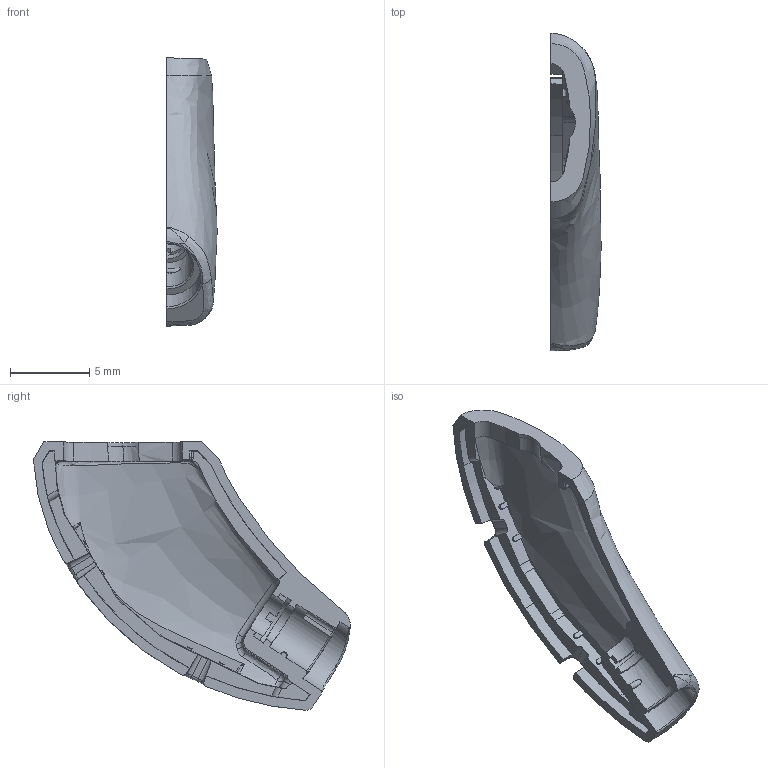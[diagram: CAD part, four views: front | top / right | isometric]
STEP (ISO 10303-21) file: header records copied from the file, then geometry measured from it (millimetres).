
FILE_DESCRIPTION (( 'STEP AP203' ), '1' );
FILE_NAME ('7146-01015_ENCLOSURE_RIGHT_Rev-A.STEP', '2019-07-16T13:07:43', ( '' ), ( '' ), 'SwSTEP 2.0', 'SolidWorks 2018', '' );
FILE_SCHEMA (( 'CONFIG_CONTROL_DESIGN' ));
Length unit declared in the file: millimetre
Products named in the file (1): 7146-01015_ENCLOSURE_RIGHT_Rev-A
Bounding box: 3.18 x 20.07 x 16.99 mm (x, y, z)
Volume: 298.1 mm3; surface area: 589.1 mm2
Topology: 1 solids, 1 shells, 176 faces, 502 edges, 327 vertices
Faces by surface type: plane 65, bspline 52, cylinder 40, cone 17, sphere 2
Entity records: 20440 total; most frequent: CARTESIAN_POINT 16513, ORIENTED_EDGE 1002, DIRECTION 561, EDGE_CURVE 501, VERTEX_POINT 327, VECTOR 191, LINE 191, AXIS2_PLACEMENT_3D 185
